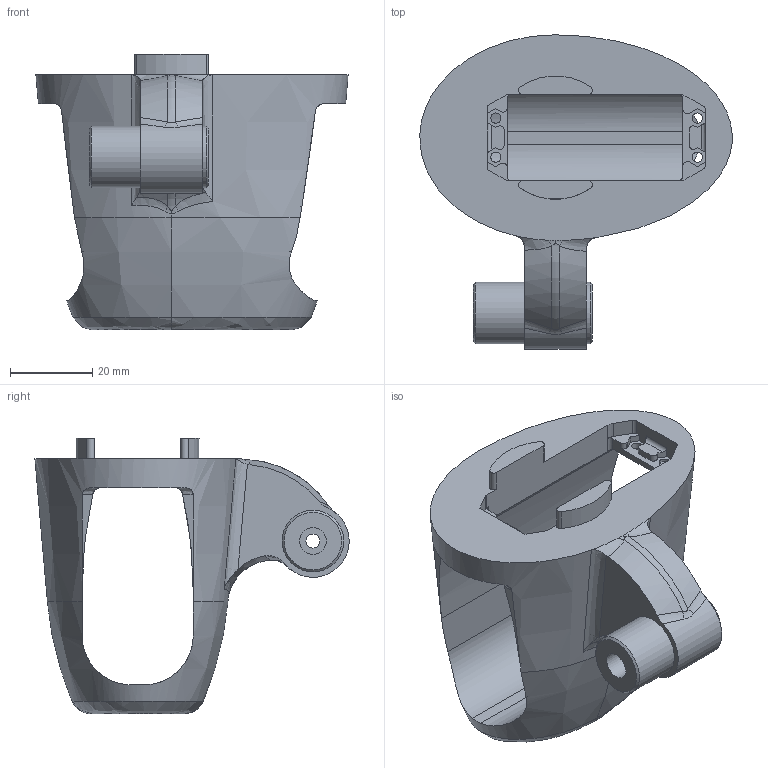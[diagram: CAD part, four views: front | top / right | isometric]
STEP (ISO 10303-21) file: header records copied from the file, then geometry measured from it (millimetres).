
FILE_DESCRIPTION(/* description */ (''),/* implementation_level */ '2;1');
FILE_NAME(/* name */ 'Robot - J3 (TOP).stp',/* time_stamp */ '2020-05-04T15:56:13-04:00',/* author */ ('seb66'),/* organization */ (''),/* preprocessor_version */ 'ST-DEVELOPER v18.1',/* originating_system */ 'Autodesk Inventor 2021',/* authorisation */ '');
FILE_SCHEMA (('AUTOMOTIVE_DESIGN { 1 0 10303 214 3 1 1 }'));
Length unit declared in the file: millimetre
Products named in the file (1): Robot - J3 (TOP)
Bounding box: 75.93 x 76.43 x 67 mm (x, y, z)
Volume: 72205.5 mm3; surface area: 22893.8 mm2
Topology: 1 solids, 1 shells, 133 faces, 395 edges, 265 vertices
Faces by surface type: plane 53, cylinder 42, bspline 30, cone 6, torus 2
Full cylindrical faces by diameter (mm): 2.5 x4, 3.4 x1, 5.7 x1, 6.5 x1, 15 x2
Entity records: 6165 total; most frequent: CARTESIAN_POINT 2727, ORIENTED_EDGE 790, DIRECTION 601, EDGE_CURVE 395, VERTEX_POINT 265, AXIS2_PLACEMENT_3D 216, LINE 169, VECTOR 169
